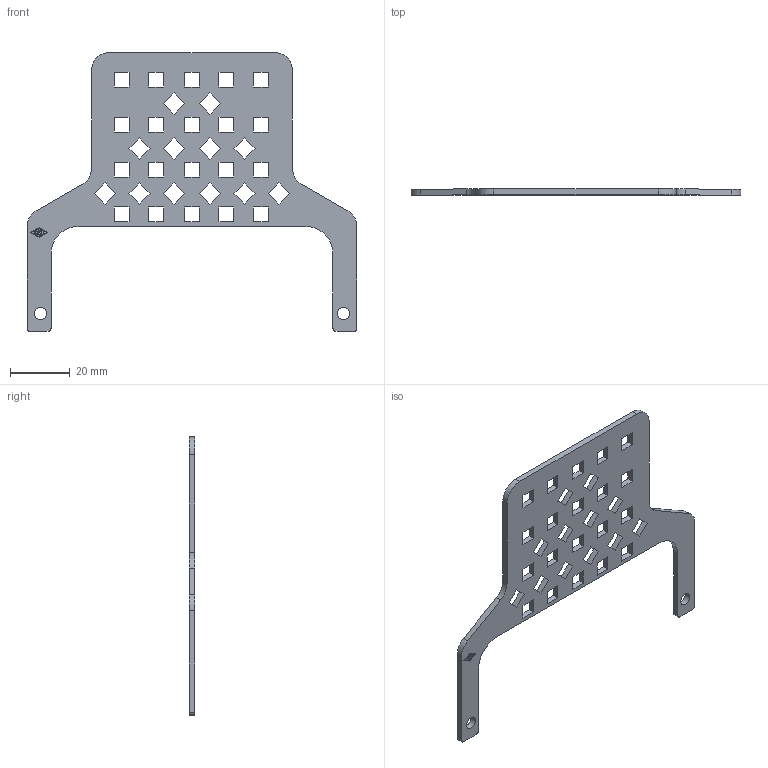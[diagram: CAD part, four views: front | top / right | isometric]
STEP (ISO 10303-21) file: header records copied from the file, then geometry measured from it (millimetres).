
FILE_DESCRIPTION((''),'2;1');
FILE_NAME('CR 24 FS.stp','2007-01-02T17:37:57',('gembarski'),(''),'Autodesk Inventor 7','Autodesk Inventor 7','');
FILE_SCHEMA(('AUTOMOTIVE_DESIGN { 1 0 10303 214 1 1 1 1 }'));
Length unit declared in the file: millimetre
Products named in the file (1): CR 24 FS
Bounding box: 110 x 2 x 93 mm (x, y, z)
Volume: 8104.5 mm3; surface area: 10328.7 mm2
Topology: 1 solids, 1 shells, 213 faces, 615 edges, 410 vertices
Faces by surface type: plane 179, cylinder 34
Entity records: 7076 total; most frequent: CARTESIAN_POINT 1239, ORIENTED_EDGE 1230, DIRECTION 1111, EDGE_CURVE 615, VECTOR 547, LINE 547, VERTEX_POINT 410, EDGE_LOOP 287
